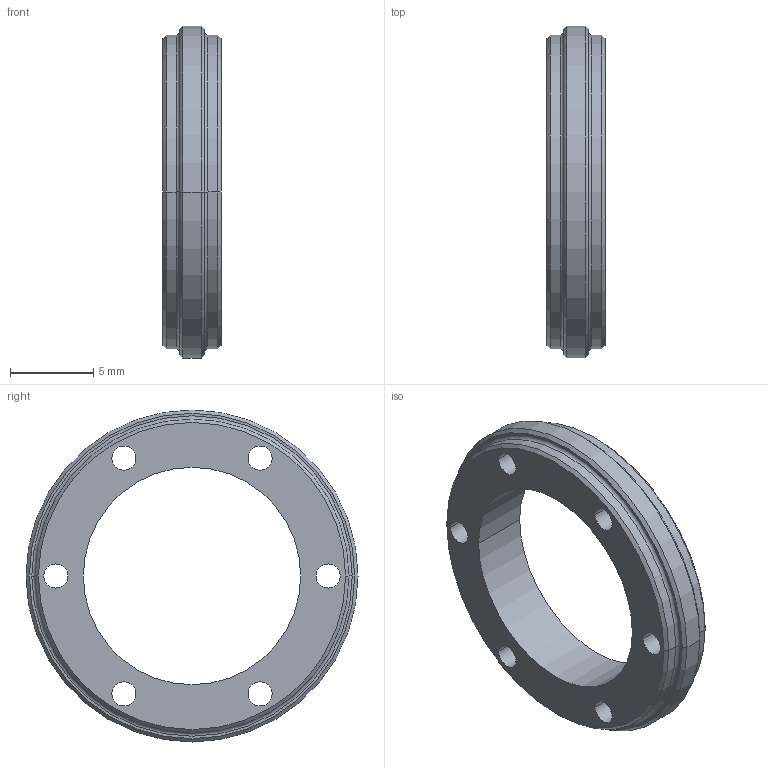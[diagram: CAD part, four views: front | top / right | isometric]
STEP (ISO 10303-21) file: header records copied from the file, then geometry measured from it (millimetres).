
FILE_DESCRIPTION((''),'2;1');
FILE_NAME('HFUC-5-50-2A-R-SP_A','2021-09-07T17:14:35',('silo-mech'),(''),'CREO PARAMETRIC BY PTC INC, 2020454','CREO PARAMETRIC BY PTC INC, 2020454','');
FILE_SCHEMA(('CONFIG_CONTROL_DESIGN'));
Length unit declared in the file: millimetre
Products named in the file (1): HFUC-5-50-2A-R-SP_A
Bounding box: 3.5 x 20 x 20 mm (x, y, z)
Volume: 522.1 mm3; surface area: 752.6 mm2
Topology: 1 solids, 1 shells, 36 faces, 84 edges, 52 vertices
Faces by surface type: cylinder 20, cone 8, plane 4, torus 4
Entity records: 1114 total; most frequent: DIRECTION 212, CARTESIAN_POINT 172, ORIENTED_EDGE 168, AXIS2_PLACEMENT_3D 92, EDGE_CURVE 84, CIRCLE 56, VERTEX_POINT 52, EDGE_LOOP 52
